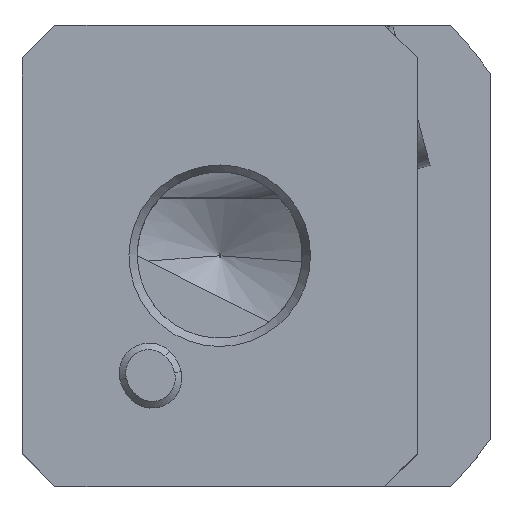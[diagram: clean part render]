
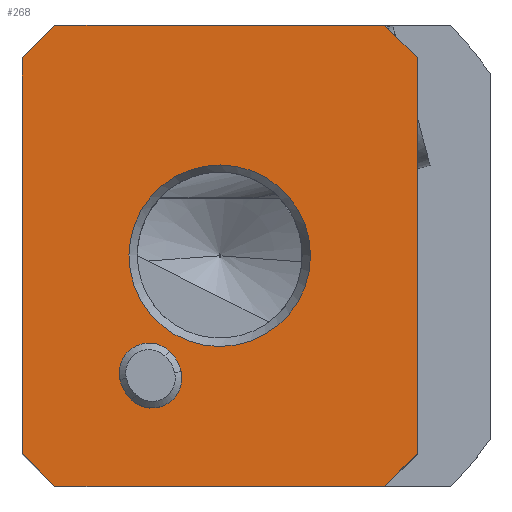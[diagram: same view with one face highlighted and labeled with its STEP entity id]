
A CAD part, top view. The second image highlights one B-rep face of the part: STEP entity #268.
In plain terms, the highlighted planar face has unit normal (0, 0, 1).
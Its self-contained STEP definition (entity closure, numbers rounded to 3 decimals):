
#175=FACE_BOUND('',#502,.T.);
#176=FACE_BOUND('',#503,.T.);
#177=FACE_BOUND('',#504,.T.);
#268=ADVANCED_FACE('',(#175,#176,#177),#336,.T.);
#336=PLANE('',#1773);
#502=EDGE_LOOP('',(#804));
#503=EDGE_LOOP('',(#805,#806,#807,#808,#809,#810,#811,#812,#813,#814,#815,
#816));
#504=EDGE_LOOP('',(#817,#818,#819,#820));
#804=ORIENTED_EDGE('',*,*,#1257,.T.);
#805=ORIENTED_EDGE('',*,*,#1273,.T.);
#806=ORIENTED_EDGE('',*,*,#1274,.T.);
#807=ORIENTED_EDGE('',*,*,#1258,.T.);
#808=ORIENTED_EDGE('',*,*,#1255,.F.);
#809=ORIENTED_EDGE('',*,*,#1253,.F.);
#810=ORIENTED_EDGE('',*,*,#1252,.F.);
#811=ORIENTED_EDGE('',*,*,#1263,.T.);
#812=ORIENTED_EDGE('',*,*,#1272,.T.);
#813=ORIENTED_EDGE('',*,*,#1275,.T.);
#814=ORIENTED_EDGE('',*,*,#1276,.T.);
#815=ORIENTED_EDGE('',*,*,#1277,.T.);
#816=ORIENTED_EDGE('',*,*,#1278,.T.);
#817=ORIENTED_EDGE('',*,*,#1249,.T.);
#818=ORIENTED_EDGE('',*,*,#1248,.T.);
#819=ORIENTED_EDGE('',*,*,#1246,.T.);
#820=ORIENTED_EDGE('',*,*,#1244,.T.);
#1067=VERTEX_POINT('',#2582);
#1068=VERTEX_POINT('',#2584);
#1069=VERTEX_POINT('',#2588);
#1070=VERTEX_POINT('',#2592);
#1071=VERTEX_POINT('',#2598);
#1072=VERTEX_POINT('',#2600);
#1073=VERTEX_POINT('',#2604);
#1074=VERTEX_POINT('',#2608);
#1075=VERTEX_POINT('',#2612);
#1076=VERTEX_POINT('',#2615);
#1079=VERTEX_POINT('',#2622);
#1087=VERTEX_POINT('',#2646);
#1088=VERTEX_POINT('',#2650);
#1089=VERTEX_POINT('',#2651);
#1090=VERTEX_POINT('',#2654);
#1091=VERTEX_POINT('',#2656);
#1092=VERTEX_POINT('',#2658);
#1244=EDGE_CURVE('',#1067,#1068,#1626,.T.);
#1246=EDGE_CURVE('',#1069,#1067,#1627,.T.);
#1248=EDGE_CURVE('',#1070,#1069,#1628,.T.);
#1249=EDGE_CURVE('',#1068,#1070,#1629,.T.);
#1252=EDGE_CURVE('',#1072,#1071,#1403,.T.);
#1253=EDGE_CURVE('',#1071,#1073,#1404,.T.);
#1255=EDGE_CURVE('',#1073,#1074,#1406,.T.);
#1257=EDGE_CURVE('',#1075,#1075,#1630,.T.);
#1258=EDGE_CURVE('',#1076,#1074,#1408,.T.);
#1263=EDGE_CURVE('',#1072,#1079,#1413,.T.);
#1272=EDGE_CURVE('',#1079,#1087,#1416,.T.);
#1273=EDGE_CURVE('',#1088,#1089,#1417,.T.);
#1274=EDGE_CURVE('',#1089,#1076,#1418,.T.);
#1275=EDGE_CURVE('',#1087,#1090,#1419,.T.);
#1276=EDGE_CURVE('',#1090,#1091,#1420,.T.);
#1277=EDGE_CURVE('',#1091,#1092,#1421,.T.);
#1278=EDGE_CURVE('',#1092,#1088,#1422,.T.);
#1403=LINE('',#2601,#1512);
#1404=LINE('',#2603,#1513);
#1406=LINE('',#2607,#1515);
#1408=LINE('',#2614,#1517);
#1413=LINE('',#2623,#1522);
#1416=LINE('',#2647,#1525);
#1417=LINE('',#2649,#1526);
#1418=LINE('',#2652,#1527);
#1419=LINE('',#2653,#1528);
#1420=LINE('',#2655,#1529);
#1421=LINE('',#2657,#1530);
#1422=LINE('',#2659,#1531);
#1512=VECTOR('',#2071,1.);
#1513=VECTOR('',#2074,1.);
#1515=VECTOR('',#2078,1.);
#1517=VECTOR('',#2086,1.);
#1522=VECTOR('',#2091,1.);
#1525=VECTOR('',#2120,1.);
#1526=VECTOR('',#2123,1.);
#1527=VECTOR('',#2124,1.);
#1528=VECTOR('',#2125,1.);
#1529=VECTOR('',#2126,1.);
#1530=VECTOR('',#2127,1.);
#1531=VECTOR('',#2128,1.);
#1626=CIRCLE('',#1746,4.531);
#1627=CIRCLE('',#1748,6.1);
#1628=CIRCLE('',#1750,4.531);
#1629=CIRCLE('',#1752,6.1);
#1630=CIRCLE('',#1757,13.77);
#1746=AXIS2_PLACEMENT_3D('',#2585,#2051,#2052);
#1748=AXIS2_PLACEMENT_3D('',#2589,#2056,#2057);
#1750=AXIS2_PLACEMENT_3D('',#2593,#2061,#2062);
#1752=AXIS2_PLACEMENT_3D('',#2595,#2065,#2066);
#1757=AXIS2_PLACEMENT_3D('',#2611,#2082,#2083);
#1773=AXIS2_PLACEMENT_3D('',#2660,#2129,#2130);
#2051=DIRECTION('',(0.,0.,-1.));
#2052=DIRECTION('',(0.5,-0.866,0.));
#2056=DIRECTION('',(0.,0.,-1.));
#2057=DIRECTION('',(0.5,-0.866,0.));
#2061=DIRECTION('',(0.,0.,-1.));
#2062=DIRECTION('',(0.5,-0.866,0.));
#2065=DIRECTION('',(0.,0.,-1.));
#2066=DIRECTION('',(0.5,-0.866,0.));
#2071=DIRECTION('',(1.,0.,0.));
#2074=DIRECTION('',(0.,-1.,0.));
#2078=DIRECTION('',(-1.,0.,0.));
#2082=DIRECTION('',(0.,0.,-1.));
#2083=DIRECTION('',(1.,0.,0.));
#2086=DIRECTION('',(0.,1.,0.));
#2091=DIRECTION('',(0.,1.,0.));
#2120=DIRECTION('',(-0.707,0.707,0.));
#2123=DIRECTION('',(1.,0.,0.));
#2124=DIRECTION('',(0.707,0.707,0.));
#2125=DIRECTION('',(-1.,0.,0.));
#2126=DIRECTION('',(-0.707,-0.707,0.));
#2127=DIRECTION('',(0.,-1.,0.));
#2128=DIRECTION('',(0.707,-0.707,0.));
#2129=DIRECTION('',(0.,0.,1.));
#2130=DIRECTION('',(-1.,0.,0.));
#2582=CARTESIAN_POINT('',(-15.145,-18.809,65.));
#2584=CARTESIAN_POINT('',(-7.639,-14.475,65.));
#2585=CARTESIAN_POINT('',(-10.729,-17.789,65.));
#2588=CARTESIAN_POINT('',(-13.361,-21.898,65.));
#2589=CARTESIAN_POINT('',(-9.201,-17.437,65.));
#2592=CARTESIAN_POINT('',(-5.855,-17.564,65.));
#2593=CARTESIAN_POINT('',(-10.271,-18.584,65.));
#2595=CARTESIAN_POINT('',(-11.799,-18.937,65.));
#2598=CARTESIAN_POINT('',(30.,12.,65.));
#2600=CARTESIAN_POINT('',(29.98,12.,65.));
#2601=CARTESIAN_POINT('',(-30.,12.,65.));
#2603=CARTESIAN_POINT('',(30.,35.,65.));
#2604=CARTESIAN_POINT('',(30.,-12.,65.));
#2607=CARTESIAN_POINT('',(-30.,-12.,65.));
#2608=CARTESIAN_POINT('',(29.98,-12.,65.));
#2611=CARTESIAN_POINT('',(0.,0.,65.));
#2612=CARTESIAN_POINT('',(13.77,0.,65.));
#2614=CARTESIAN_POINT('',(29.98,35.,65.));
#2615=CARTESIAN_POINT('',(29.98,-30.,65.));
#2622=CARTESIAN_POINT('',(29.98,30.,65.));
#2623=CARTESIAN_POINT('',(29.98,35.,65.));
#2646=CARTESIAN_POINT('',(24.98,35.,65.));
#2647=CARTESIAN_POINT('',(-2.51,62.49,65.));
#2649=CARTESIAN_POINT('',(-30.,-35.,65.));
#2650=CARTESIAN_POINT('',(-25.,-35.,65.));
#2651=CARTESIAN_POINT('',(24.98,-35.,65.));
#2652=CARTESIAN_POINT('',(32.49,-27.49,65.));
#2653=CARTESIAN_POINT('',(41.,35.,65.));
#2654=CARTESIAN_POINT('',(-25.,35.,65.));
#2655=CARTESIAN_POINT('',(-27.5,32.5,65.));
#2656=CARTESIAN_POINT('',(-30.,30.,65.));
#2657=CARTESIAN_POINT('',(-30.,35.,65.));
#2658=CARTESIAN_POINT('',(-30.,-30.,65.));
#2659=CARTESIAN_POINT('',(-62.5,2.5,65.));
#2660=CARTESIAN_POINT('',(-30.,35.,65.));
